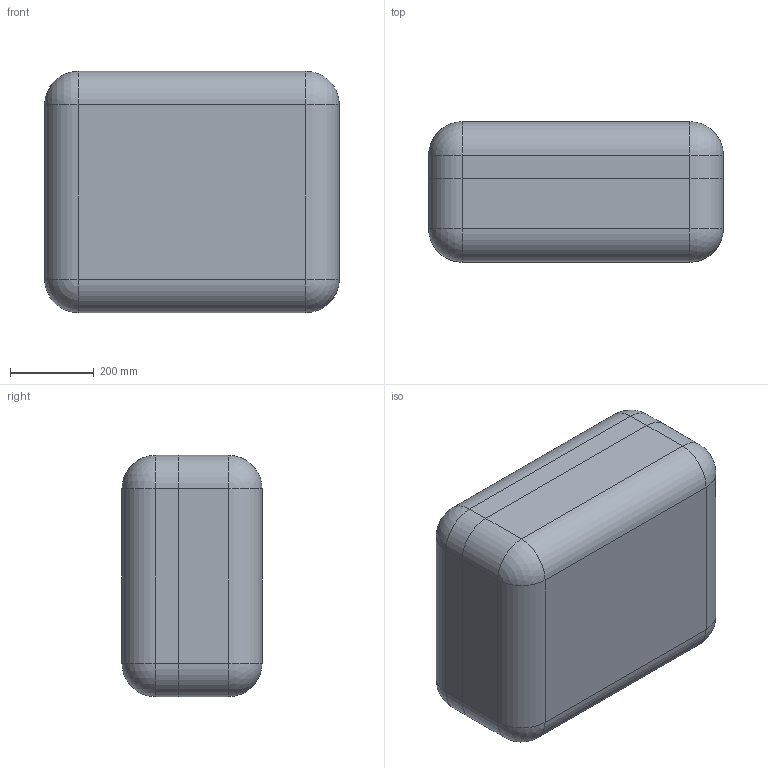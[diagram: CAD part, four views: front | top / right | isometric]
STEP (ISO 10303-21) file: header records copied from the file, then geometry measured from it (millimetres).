
FILE_DESCRIPTION (( 'STEP AP214' ), '1' );
FILE_NAME ('Ñáîðêà_Ê-70(óïð).STEP', '2022-12-13T11:54:05', ( '' ), ( '' ), 'SwSTEP 2.0', 'SolidWorks 2021', '' );
FILE_SCHEMA (( 'AUTOMOTIVE_DESIGN' ));
Length unit declared in the file: millimetre
Products named in the file (3): Êðûøêà Ê-70(óïð)-1; Body K-70-1; Ñáîðêà_Ê-70(óïð)
Assembly tree (2 placements, depth 2):
  Ñáîðêà_Ê-70(óïð)
    Body K-70-1
    Êðûøêà Ê-70(óïð)-1
Bounding box: 704.22 x 334.99 x 576.75 mm (x, y, z)
Volume: 78498191 mm3; surface area: 2671379.8 mm2
Topology: 2 solids, 2 shells, 2845 faces, 7174 edges, 4307 vertices
Faces by surface type: bspline 1079, plane 861, cylinder 725, cone 160, sphere 12, torus 8
Entity records: 123909 total; most frequent: CARTESIAN_POINT 63393, ORIENTED_EDGE 14208, DIRECTION 10381, EDGE_CURVE 7104, VERTEX_POINT 4307, AXIS2_PLACEMENT_3D 3594, LINE 3193, VECTOR 3193
